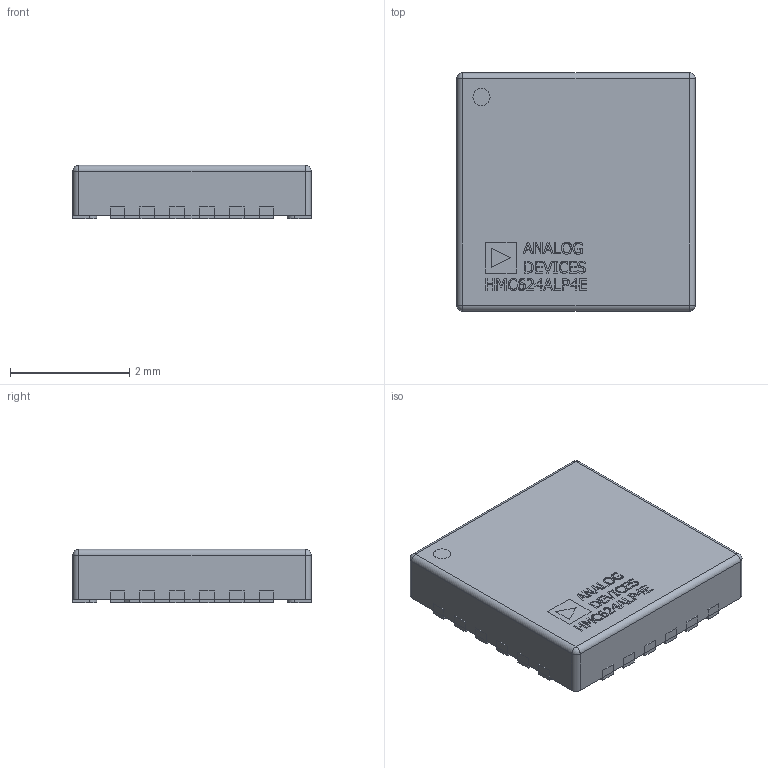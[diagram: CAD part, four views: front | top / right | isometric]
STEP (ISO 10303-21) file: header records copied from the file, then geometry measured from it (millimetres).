
FILE_DESCRIPTION( ( '' ), ' ' );
FILE_NAME( '5bfa09c125f37e14f16e6345.step', '2018-11-25T02:32:33', ( '' ), ( '' ), ' ', ' ', ' ' );
FILE_SCHEMA( ( 'AUTOMOTIVE_DESIGN { 1 0 10303 214 1 1 1 1 }' ) );
Length unit declared in the file: metre
Products named in the file (52): Open CASCADE STEP translator 6.8 3; Open CASCADE STEP translator 6.8 2; Open CASCADE STEP translator 6.8 1
Bounding box: 4.02 x 4.02 x 0.9 mm (x, y, z)
Surface area: 75.5 mm2
Topology: 52 solids, 52 shells, 555 faces, 1341 edges, 890 vertices
Faces by surface type: plane 398, cylinder 90, extrusion 62, sphere 4, bspline 1
Full cylindrical faces by diameter (mm): 0.287 x1
Entity records: 28338 total; most frequent: CARTESIAN_POINT 3874, ORIENTED_EDGE 2680, DIRECTION 2472, STYLED_ITEM 1895, PRESENTATION_STYLE_ASSIGNMENT 1895, COLOUR_RGB 1895, EDGE_CURVE 1340, CURVE_STYLE 1340
